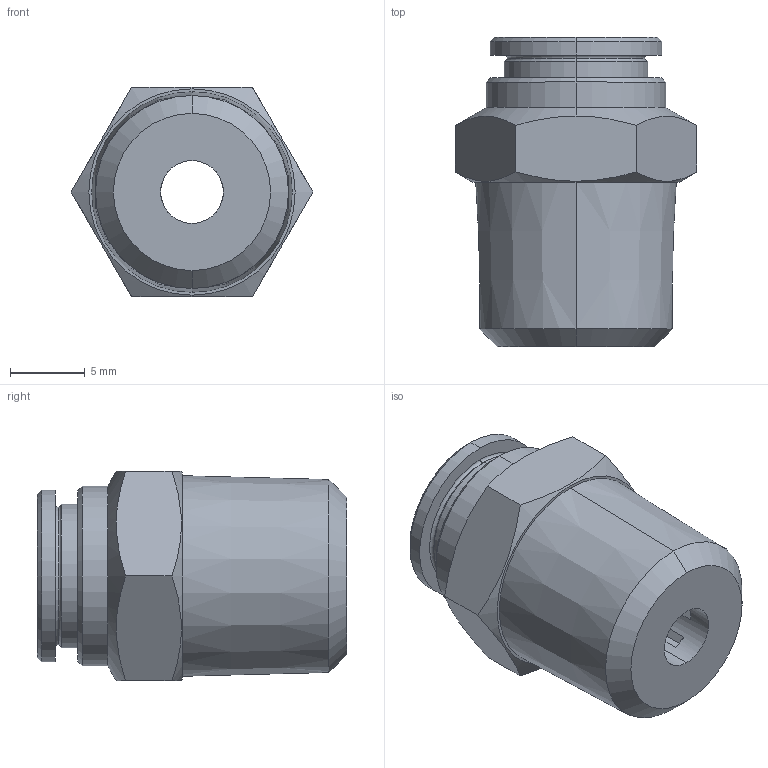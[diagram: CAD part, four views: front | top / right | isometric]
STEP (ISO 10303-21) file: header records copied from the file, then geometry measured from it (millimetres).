
FILE_DESCRIPTION (( 'STEP AP203' ), '1' );
FILE_NAME ('X0010032.STEP', '2010-09-21T07:47:14', ( '' ), ( 'sopra-pneumatic' ), 'SwSTEP 2.0', 'SolidWorks 2009', '' );
FILE_SCHEMA (( 'CONFIG_CONTROL_DESIGN' ));
Length unit declared in the file: millimetre
Products named in the file (1): X0010032
Bounding box: 16.17 x 20.7 x 14 mm (x, y, z)
Volume: 2192.3 mm3; surface area: 1516.4 mm2
Topology: 1 solids, 1 shells, 57 faces, 140 edges, 88 vertices
Faces by surface type: plane 29, cone 14, cylinder 10, torus 4
Entity records: 1867 total; most frequent: CARTESIAN_POINT 450, ORIENTED_EDGE 280, DIRECTION 280, EDGE_CURVE 140, AXIS2_PLACEMENT_3D 110, VERTEX_POINT 88, EDGE_LOOP 62, VECTOR 60
